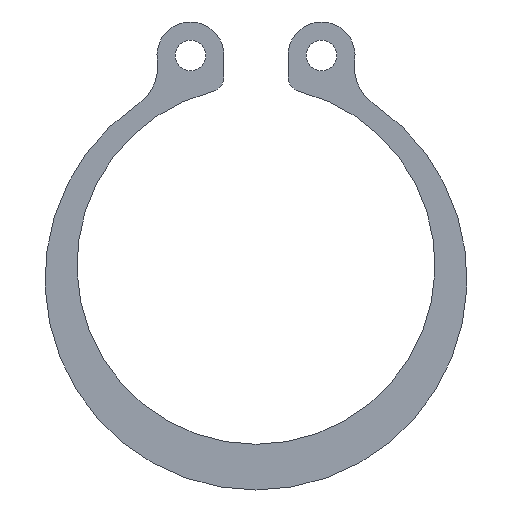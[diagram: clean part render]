
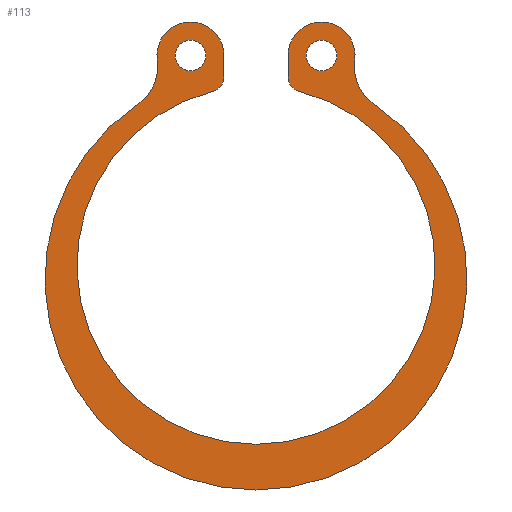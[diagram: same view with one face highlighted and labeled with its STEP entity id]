
A CAD part, front view. The second image highlights one B-rep face of the part: STEP entity #113.
In plain terms, the highlighted planar face has unit normal (0, -1, 0).
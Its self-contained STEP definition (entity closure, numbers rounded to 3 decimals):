
#113=ADVANCED_FACE('',(#138,#140,#142),#144,.F.);
#138=FACE_BOUND('',#139,.T.);
#139=EDGE_LOOP('',(#249,#250,#251,#252,#253,#254,#255,#256,#257,#258));
#140=FACE_BOUND('',#141,.T.);
#141=EDGE_LOOP('',(#259));
#142=FACE_BOUND('',#143,.T.);
#143=EDGE_LOOP('',(#260));
#144=PLANE('',#145);
#145=AXIS2_PLACEMENT_3D('',#146,#147,#148);
#146=CARTESIAN_POINT('',(0.,0.,0.));
#147=DIRECTION('',(0.,1.,0.));
#148=DIRECTION('',(1.,0.,0.));
#249=ORIENTED_EDGE('',*,*,#317,.F.);
#250=ORIENTED_EDGE('',*,*,#318,.T.);
#251=ORIENTED_EDGE('',*,*,#319,.F.);
#252=ORIENTED_EDGE('',*,*,#320,.T.);
#253=ORIENTED_EDGE('',*,*,#321,.F.);
#254=ORIENTED_EDGE('',*,*,#322,.F.);
#255=ORIENTED_EDGE('',*,*,#323,.F.);
#256=ORIENTED_EDGE('',*,*,#324,.T.);
#257=ORIENTED_EDGE('',*,*,#325,.T.);
#258=ORIENTED_EDGE('',*,*,#326,.T.);
#259=ORIENTED_EDGE('',*,*,#327,.T.);
#260=ORIENTED_EDGE('',*,*,#328,.T.);
#317=EDGE_CURVE('',#363,#364,#365,.T.);
#318=EDGE_CURVE('',#363,#366,#367,.T.);
#319=EDGE_CURVE('',#368,#366,#369,.T.);
#320=EDGE_CURVE('',#368,#370,#371,.T.);
#321=EDGE_CURVE('',#372,#370,#373,.T.);
#322=EDGE_CURVE('',#374,#372,#375,.T.);
#323=EDGE_CURVE('',#376,#374,#377,.T.);
#324=EDGE_CURVE('',#376,#378,#379,.T.);
#325=EDGE_CURVE('',#378,#380,#381,.T.);
#326=EDGE_CURVE('',#380,#364,#382,.T.);
#327=EDGE_CURVE('',#383,#383,#384,.T.);
#328=EDGE_CURVE('',#385,#385,#386,.T.);
#363=VERTEX_POINT('',#455);
#364=VERTEX_POINT('',#456);
#365=CIRCLE('',#457,1.);
#366=VERTEX_POINT('',#461);
#367=CIRCLE('',#462,11.75);
#368=VERTEX_POINT('',#466);
#369=CIRCLE('',#467,1.);
#370=VERTEX_POINT('',#471);
#371=LINE('',#472,#473);
#372=VERTEX_POINT('',#475);
#373=CIRCLE('',#476,2.2);
#374=VERTEX_POINT('',#480);
#375=CIRCLE('',#481,3.);
#376=VERTEX_POINT('',#485);
#377=CIRCLE('',#486,13.85);
#378=VERTEX_POINT('',#490);
#379=CIRCLE('',#491,3.);
#380=VERTEX_POINT('',#495);
#381=CIRCLE('',#496,2.2);
#382=LINE('',#500,#501);
#383=VERTEX_POINT('',#503);
#384=CIRCLE('',#504,1.);
#385=VERTEX_POINT('',#508);
#386=CIRCLE('',#509,1.);
#455=CARTESIAN_POINT('',(2.857,0.,11.397));
#456=CARTESIAN_POINT('',(2.1,0.,12.367));
#457=AXIS2_PLACEMENT_3D('',#458,#459,#460);
#458=CARTESIAN_POINT('',(3.1,0.,12.367));
#459=DIRECTION('',(0.,1.,0.));
#460=DIRECTION('',(-0.243,0.,-0.97));
#461=CARTESIAN_POINT('',(-2.857,0.,11.397));
#462=AXIS2_PLACEMENT_3D('',#463,#464,#465);
#463=CARTESIAN_POINT('',(0.,0.,0.));
#464=DIRECTION('',(0.,1.,0.));
#465=DIRECTION('',(0.243,0.,0.97));
#466=CARTESIAN_POINT('',(-2.1,0.,12.367));
#467=AXIS2_PLACEMENT_3D('',#468,#469,#470);
#468=CARTESIAN_POINT('',(-3.1,0.,12.367));
#469=DIRECTION('',(0.,1.,0.));
#470=DIRECTION('',(1.,0.,0.));
#471=CARTESIAN_POINT('',(-2.1,0.,13.761));
#472=CARTESIAN_POINT('',(-2.1,0.,12.367));
#473=VECTOR('',#474,1.);
#474=DIRECTION('',(0.,0.,1.));
#475=CARTESIAN_POINT('',(-6.479,0.,13.46));
#476=AXIS2_PLACEMENT_3D('',#477,#478,#479);
#477=CARTESIAN_POINT('',(-4.3,0.,13.761));
#478=DIRECTION('',(0.,1.,0.));
#479=DIRECTION('',(-0.991,0.,-0.137));
#480=CARTESIAN_POINT('',(-7.768,0.,10.566));
#481=AXIS2_PLACEMENT_3D('',#482,#483,#484);
#482=CARTESIAN_POINT('',(-9.451,0.,13.05));
#483=DIRECTION('',(0.,-1.,0.));
#484=DIRECTION('',(0.561,0.,-0.828));
#485=CARTESIAN_POINT('',(7.768,0.,10.566));
#486=AXIS2_PLACEMENT_3D('',#487,#488,#489);
#487=CARTESIAN_POINT('',(0.,0.,-0.9));
#488=DIRECTION('',(0.,1.,0.));
#489=DIRECTION('',(0.561,0.,0.828));
#490=CARTESIAN_POINT('',(6.479,0.,13.46));
#491=AXIS2_PLACEMENT_3D('',#492,#493,#494);
#492=CARTESIAN_POINT('',(9.451,0.,13.05));
#493=DIRECTION('',(0.,1.,0.));
#494=DIRECTION('',(-0.561,0.,-0.828));
#495=CARTESIAN_POINT('',(2.1,0.,13.761));
#496=AXIS2_PLACEMENT_3D('',#497,#498,#499);
#497=CARTESIAN_POINT('',(4.3,0.,13.761));
#498=DIRECTION('',(0.,-1.,0.));
#499=DIRECTION('',(0.991,0.,-0.137));
#500=CARTESIAN_POINT('',(2.1,0.,13.761));
#501=VECTOR('',#502,1.);
#502=DIRECTION('',(0.,0.,-1.));
#503=CARTESIAN_POINT('',(-3.3,0.,13.761));
#504=AXIS2_PLACEMENT_3D('',#505,#506,#507);
#505=CARTESIAN_POINT('',(-4.3,0.,13.761));
#506=DIRECTION('',(0.,1.,0.));
#507=DIRECTION('',(1.,0.,0.));
#508=CARTESIAN_POINT('',(3.3,0.,13.761));
#509=AXIS2_PLACEMENT_3D('',#510,#511,#512);
#510=CARTESIAN_POINT('',(4.3,0.,13.761));
#511=DIRECTION('',(0.,1.,0.));
#512=DIRECTION('',(-1.,0.,0.));
